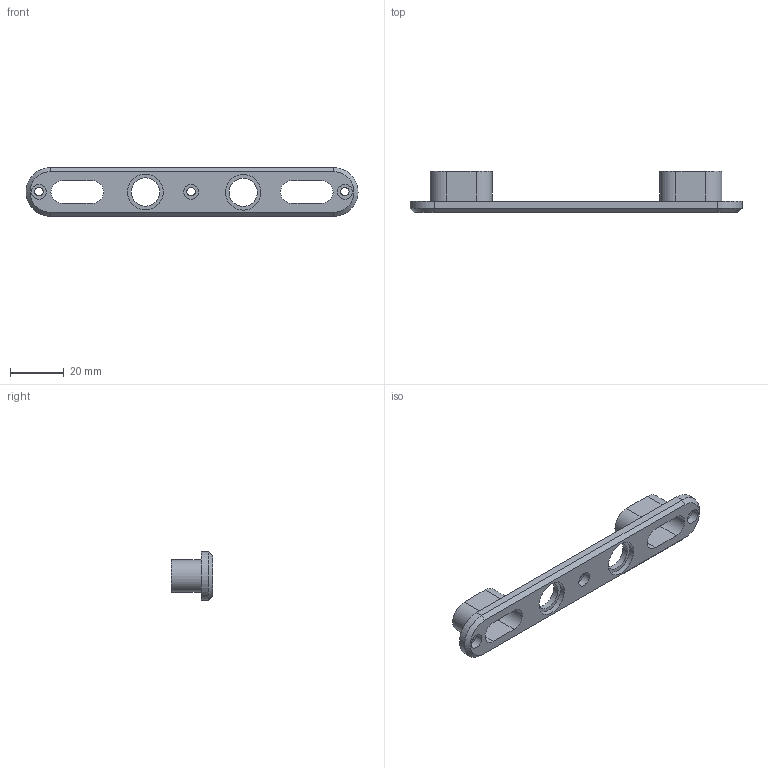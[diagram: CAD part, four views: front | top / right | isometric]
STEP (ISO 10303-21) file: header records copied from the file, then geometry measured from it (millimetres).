
FILE_DESCRIPTION(/* description */ (''),/* implementation_level */ '2;1');
FILE_NAME(/* name */ 'MR60_Panel_Mount_DoubleTrouble_v1 .step',/* time_stamp */ '2020-06-27T23:40:44-07:00',/* author */ (''),/* organization */ (''),/* preprocessor_version */ 'ST-DEVELOPER v18.1',/* originating_system */ 'Autodesk Translation Framework v9.3.0.1241',/* authorisation */ '');
FILE_SCHEMA (('AUTOMOTIVE_DESIGN { 1 0 10303 214 3 1 1 }'));
Length unit declared in the file: millimetre
Products named in the file (1): MR60_Panel_Mount_DoubleTrouble_v1
Bounding box: 123 x 15.2 x 18 mm (x, y, z)
Volume: 8156.5 mm3; surface area: 7499.2 mm2
Topology: 1 solids, 1 shells, 53 faces, 122 edges, 80 vertices
Faces by surface type: plane 27, cylinder 24, cone 2
Full cylindrical faces by diameter (mm): 3.15 x3, 5.52 x3, 10.5 x2, 13.183 x1, 13.193 x1
Entity records: 1564 total; most frequent: DIRECTION 280, CARTESIAN_POINT 256, ORIENTED_EDGE 244, EDGE_CURVE 122, AXIS2_PLACEMENT_3D 104, VERTEX_POINT 80, EDGE_LOOP 76, LINE 72
